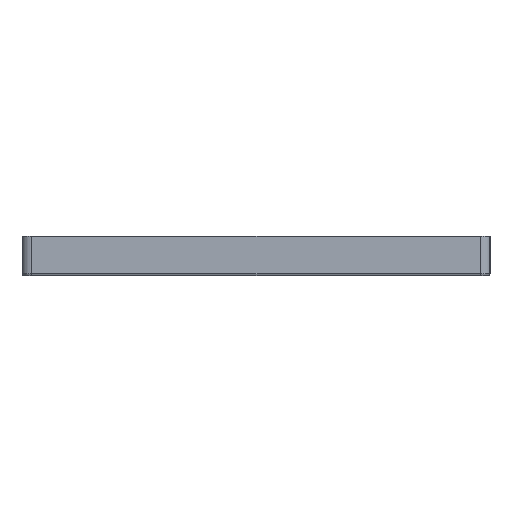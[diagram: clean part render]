
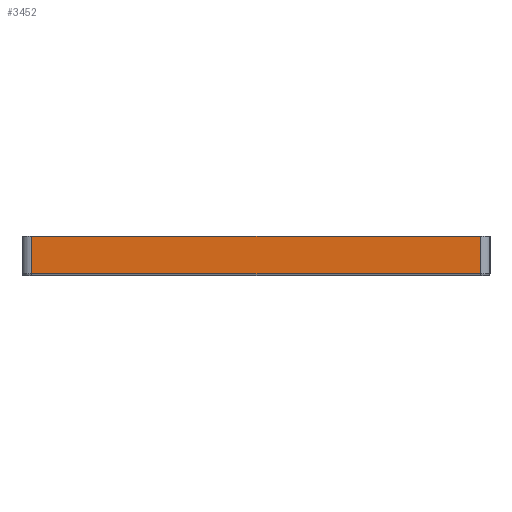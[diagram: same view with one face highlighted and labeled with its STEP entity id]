
A CAD part, left-side view. The second image highlights one B-rep face of the part: STEP entity #3452.
In plain terms, the highlighted planar face has unit normal (-1, 0, 0).
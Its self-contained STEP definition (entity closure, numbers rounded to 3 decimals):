
#573=FACE_OUTER_BOUND('',#787,.T.);
#787=EDGE_LOOP('',(#3069,#3070,#3071,#3072));
#1054=LINE('',#5879,#1325);
#1065=LINE('',#5945,#1336);
#1073=LINE('',#5988,#1344);
#1074=LINE('',#5990,#1345);
#1325=VECTOR('',#4796,10.);
#1336=VECTOR('',#4869,10.);
#1344=VECTOR('',#4925,10.);
#1345=VECTOR('',#4928,10.);
#1646=VERTEX_POINT('',#5877);
#1647=VERTEX_POINT('',#5878);
#1670=VERTEX_POINT('',#5942);
#1671=VERTEX_POINT('',#5944);
#2107=EDGE_CURVE('',#1646,#1647,#1054,.T.);
#2139=EDGE_CURVE('',#1670,#1671,#1065,.T.);
#2162=EDGE_CURVE('',#1671,#1646,#1073,.T.);
#2163=EDGE_CURVE('',#1670,#1647,#1074,.T.);
#3069=ORIENTED_EDGE('',*,*,#2139,.F.);
#3070=ORIENTED_EDGE('',*,*,#2163,.T.);
#3071=ORIENTED_EDGE('',*,*,#2107,.F.);
#3072=ORIENTED_EDGE('',*,*,#2162,.F.);
#3285=PLANE('',#3875);
#3452=ADVANCED_FACE('',(#573),#3285,.T.);
#3875=AXIS2_PLACEMENT_3D('',#5989,#4926,#4927);
#4796=DIRECTION('',(0.,-1.,0.));
#4869=DIRECTION('',(0.,1.,0.));
#4925=DIRECTION('',(0.,0.,1.));
#4926=DIRECTION('center_axis',(-1.,0.,0.));
#4927=DIRECTION('ref_axis',(0.,-1.,0.));
#4928=DIRECTION('',(0.,0.,1.));
#5877=CARTESIAN_POINT('',(0.095,141.191,12.));
#5878=CARTESIAN_POINT('',(0.095,3.365,12.));
#5879=CARTESIAN_POINT('',(0.095,106.735,12.));
#5942=CARTESIAN_POINT('',(0.095,3.365,0.5));
#5944=CARTESIAN_POINT('',(0.095,141.191,0.5));
#5945=CARTESIAN_POINT('',(0.095,106.735,0.5));
#5988=CARTESIAN_POINT('',(0.095,141.191,0.));
#5989=CARTESIAN_POINT('Origin',(0.095,141.191,0.));
#5990=CARTESIAN_POINT('',(0.095,3.365,0.));
